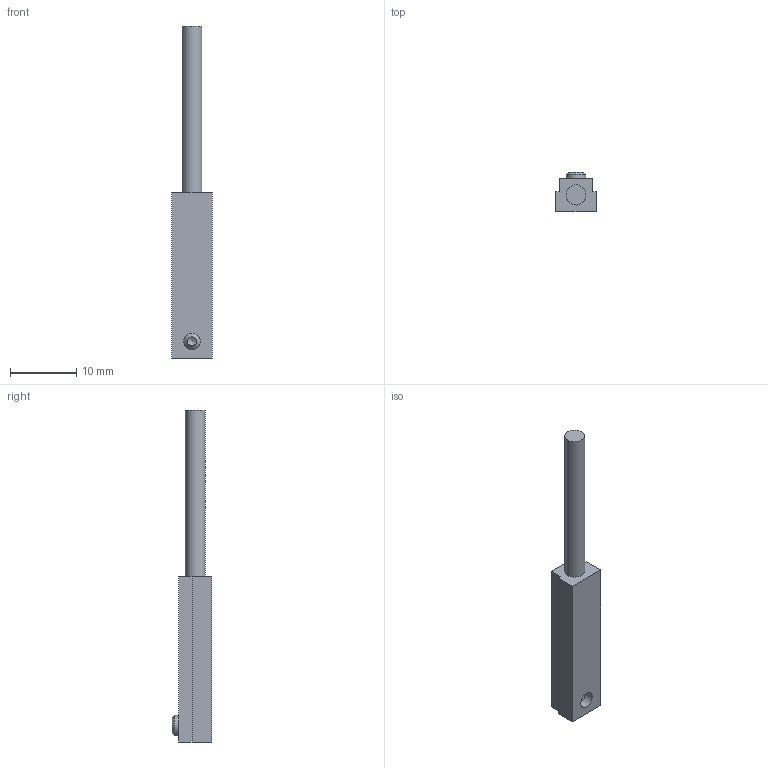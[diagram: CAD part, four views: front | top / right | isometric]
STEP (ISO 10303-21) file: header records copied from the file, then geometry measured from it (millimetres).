
FILE_DESCRIPTION(/* description */ (''),/* implementation_level */ '2;1');
FILE_NAME(/* name */ 'MZET 25 PSK.stp',/* time_stamp */ '2014-03-10T08:33:07+01:00',/* author */ ('lck'),/* organization */ (''),/* preprocessor_version */ 'ST-DEVELOPER v15.2',/* originating_system */ 'Autodesk Inventor 2014',/* authorisation */ '');
FILE_SCHEMA (('AUTOMOTIVE_DESIGN { 1 0 10303 214 3 1 1 }'));
Length unit declared in the file: millimetre
Products named in the file (1): Bauteil6
Bounding box: 6.1 x 6 x 50 mm (x, y, z)
Volume: 866.7 mm3; surface area: 938 mm2
Topology: 1 solids, 2 shells, 39 faces, 91 edges, 56 vertices
Faces by surface type: plane 26, cylinder 9, cone 4
Full cylindrical faces by diameter (mm): 0.85 x3, 2.459 x1, 3 x3
Entity records: 1150 total; most frequent: CARTESIAN_POINT 235, DIRECTION 170, ORIENTED_EDGE 150, EDGE_CURVE 74, AXIS2_PLACEMENT_3D 62, EDGE_LOOP 56, VERTEX_POINT 50, LINE 46
